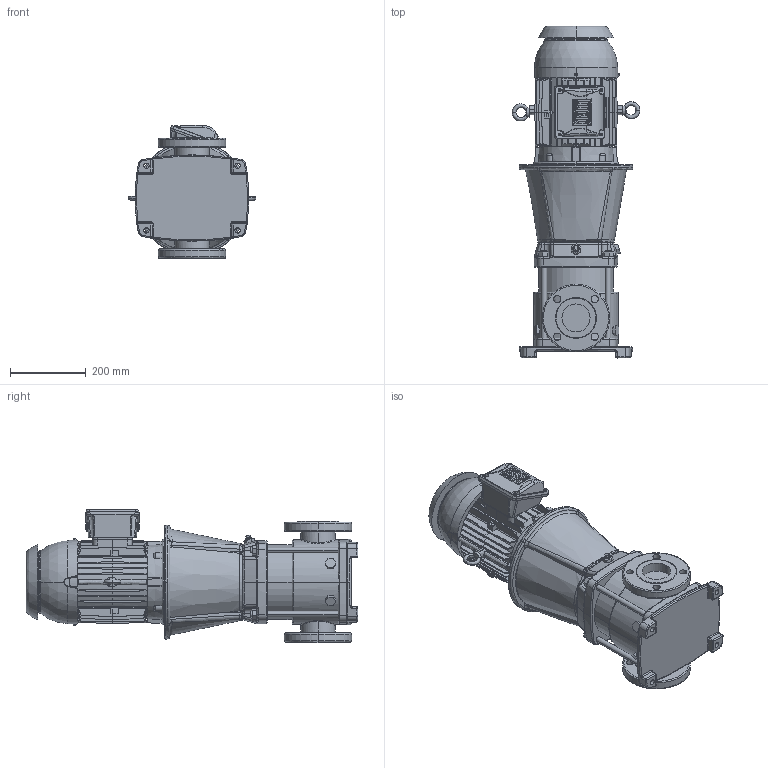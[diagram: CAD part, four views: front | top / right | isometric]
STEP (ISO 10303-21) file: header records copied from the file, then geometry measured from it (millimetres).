
FILE_DESCRIPTION (( 'STEP AP203' ), '1' );
FILE_NAME ('3350091 - MVI-160-1-5 HP-182TC-304-E-575~3.step', '2022-03-31T13:56:02', ( '' ), ( '' ), 'SwSTEP 2.0', 'SolidWorks 2021', '' );
FILE_SCHEMA (( 'CONFIG_CONTROL_DESIGN' ));
Length unit declared in the file: inch
Products named in the file (5): MVI PEO - [304-EPDM]_3304091 - MVI-160-1-5 HP-182TC-304-E-S; 2700095 - NEMA V2 5 HP 182_4TC 575~3 TEFC W; TEFC MOTOR_2700095 - NEMA V2 5 HP 182_4TC 575~3 TEFC W; 3350091 - MVI-160-1-5 HP-182TC-304-E-575~3; sbi_n_32-1_ 184TC flange(NEMA)
Assembly tree (4 placements, depth 3):
  3350091 - MVI-160-1-5 HP-182TC-304-E-575~3
    MVI PEO - [304-EPDM]_3304091 - MVI-160-1-5 HP-182TC-304-E-S
      sbi_n_32-1_ 184TC flange(NEMA)
    TEFC MOTOR_2700095 - NEMA V2 5 HP 182_4TC 575~3 TEFC W
      2700095 - NEMA V2 5 HP 182_4TC 575~3 TEFC W
Bounding box: 336 x 873.83 x 352.15 mm (x, y, z)
Volume: 34752301 mm3; surface area: 1547397.6 mm2
Topology: 16 solids, 29 shells, 2589 faces, 6376 edges, 4054 vertices
Faces by surface type: plane 1741, cylinder 323, bspline 312, cone 186, torus 21, sphere 6
Entity records: 104213 total; most frequent: CARTESIAN_POINT 46035, ORIENTED_EDGE 12670, DIRECTION 10529, EDGE_CURVE 6335, VERTEX_POINT 4052, VECTOR 3937, LINE 3937, AXIS2_PLACEMENT_3D 3296
